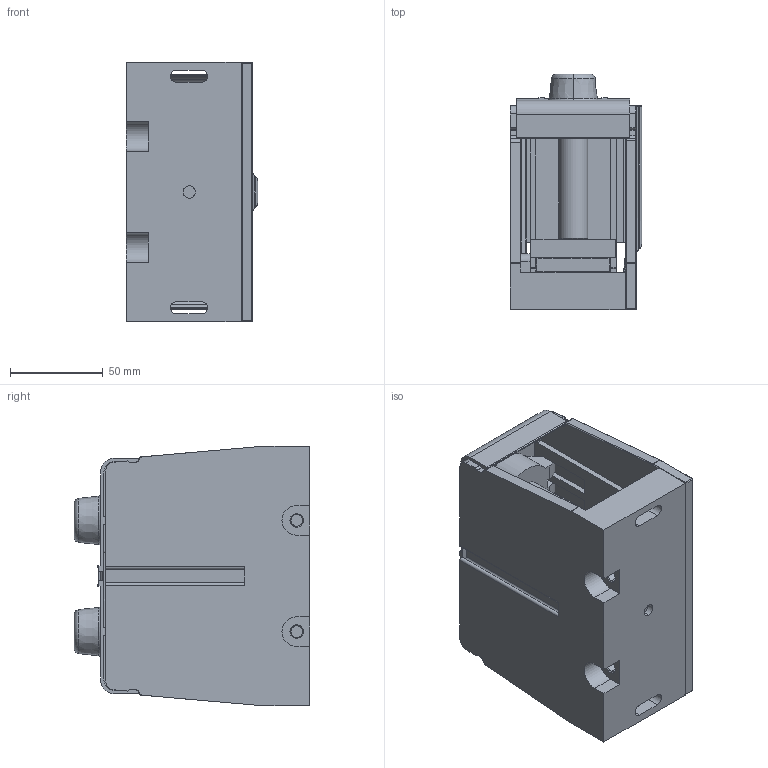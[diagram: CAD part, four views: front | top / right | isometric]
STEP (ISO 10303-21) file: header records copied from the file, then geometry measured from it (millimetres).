
FILE_DESCRIPTION((''),'2;1');
FILE_NAME('5YB574377_ASM','2024-01-31T',('dell'),(''),'PRO/ENGINEER BY PARAMETRIC TECHNOLOGY CORPORATION, 2013230','PRO/ENGINEER BY PARAMETRIC TECHNOLOGY CORPORATION, 2013230','');
FILE_SCHEMA(('AUTOMOTIVE_DESIGN { 1 0 10303 214 1 1 1 1 }'));
Products named in the file (1): 5YB574377_ASM
Bounding box: 71 x 127 x 140 mm (x, y, z)
Volume: 571412.5 mm3; surface area: 182970.1 mm2
Topology: 1 solids, 10 shells, 2272 faces, 6975 edges, 4462 vertices
Faces by surface type: plane 1131, cylinder 849, bspline 179, torus 77, cone 24, sphere 12
Entity records: 96069 total; most frequent: CARTESIAN_POINT 22356, ORIENTED_EDGE 13920, DIRECTION 11239, EDGE_CURVE 6960, VECTOR 4721, LINE 4721, VERTEX_POINT 4462, AXIS2_PLACEMENT_3D 3259
